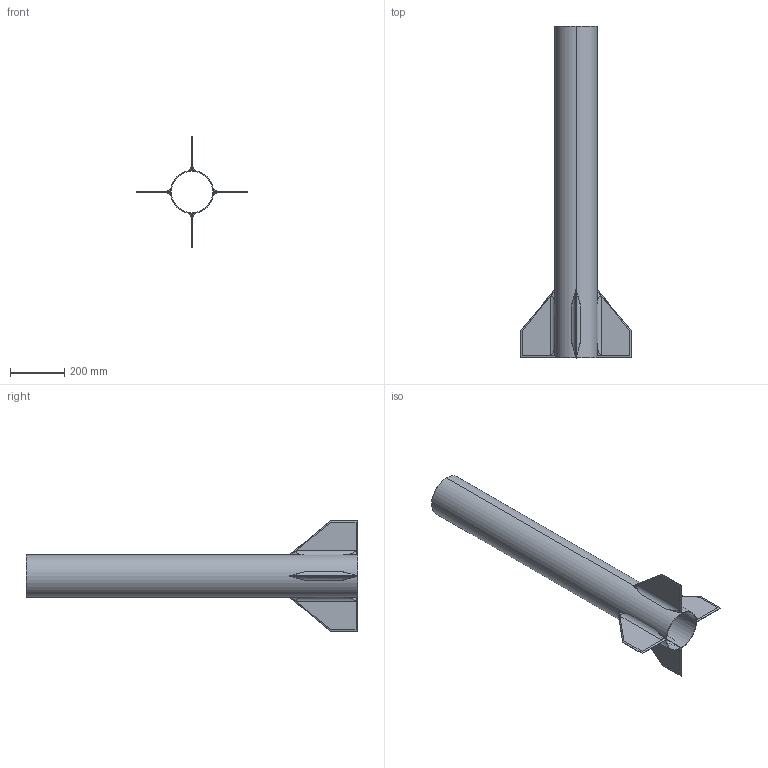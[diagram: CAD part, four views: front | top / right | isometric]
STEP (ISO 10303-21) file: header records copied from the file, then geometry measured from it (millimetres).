
FILE_DESCRIPTION (( 'STEP AP214' ), '1' );
FILE_NAME ('AssemblageEnPartie.STEP', '2024-10-27T12:26:21', ( '' ), ( '' ), 'SwSTEP 2.0', 'SolidWorks 2024', '' );
FILE_SCHEMA (( 'AUTOMOTIVE_DESIGN' ));
Length unit declared in the file: millimetre
Products named in the file (1): AssemblageEnPartie
Bounding box: 407.51 x 1219.2 x 407.51 mm (x, y, z)
Volume: 1825151.4 mm3; surface area: 1464569.8 mm2
Topology: 13 solids, 13 shells, 146 faces, 336 edges, 216 vertices
Faces by surface type: plane 86, cylinder 52, bspline 8
Entity records: 4251 total; most frequent: CARTESIAN_POINT 1095, ORIENTED_EDGE 672, DIRECTION 546, EDGE_CURVE 336, VERTEX_POINT 216, VECTOR 204, LINE 204, AXIS2_PLACEMENT_3D 171
